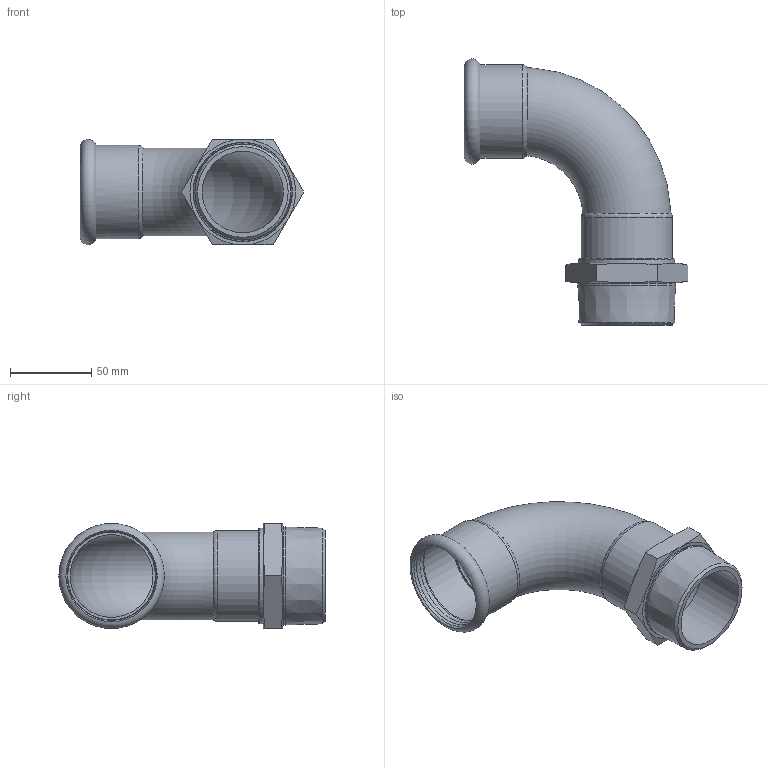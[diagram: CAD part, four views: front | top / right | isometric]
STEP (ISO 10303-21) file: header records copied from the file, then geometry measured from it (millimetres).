
FILE_DESCRIPTION(/* description */ ('Curva 90° MF 2"x54 Steel'),/* implementation_level */ '2;1');
FILE_NAME(/* name */ '397200054_Steelpres.stp',/* time_stamp */ '2022-10-24T09:01:17+02:00',/* author */ ('Vault'),/* organization */ ('Raccorderie metalliche s.p.a. '),/* preprocessor_version */ 'ST-DEVELOPER v18.1',/* originating_system */ 'Autodesk Inventor 2020',/* authorisation */ 'Raccorderie metalliche s.p.a. ');
FILE_SCHEMA (('AUTOMOTIVE_DESIGN { 1 0 10303 214 3 1 1 }'));
Length unit declared in the file: millimetre
Products named in the file (1): 397200054_Steelpres
Bounding box: 137.53 x 163.78 x 65 mm (x, y, z)
Volume: 87612.7 mm3; surface area: 74044 mm2
Topology: 2 solids, 2 shells, 50 faces, 142 edges, 98 vertices
Faces by surface type: cone 18, plane 12, torus 11, cylinder 9
Full cylindrical faces by diameter (mm): 50 x1, 53 x1, 54.5 x1, 54.7 x2, 56 x1, 57.5 x1, 59 x1, 60.3 x1
Entity records: 1891 total; most frequent: CARTESIAN_POINT 545, DIRECTION 289, ORIENTED_EDGE 284, EDGE_CURVE 142, AXIS2_PLACEMENT_3D 134, VERTEX_POINT 98, CIRCLE 83, EDGE_LOOP 56
